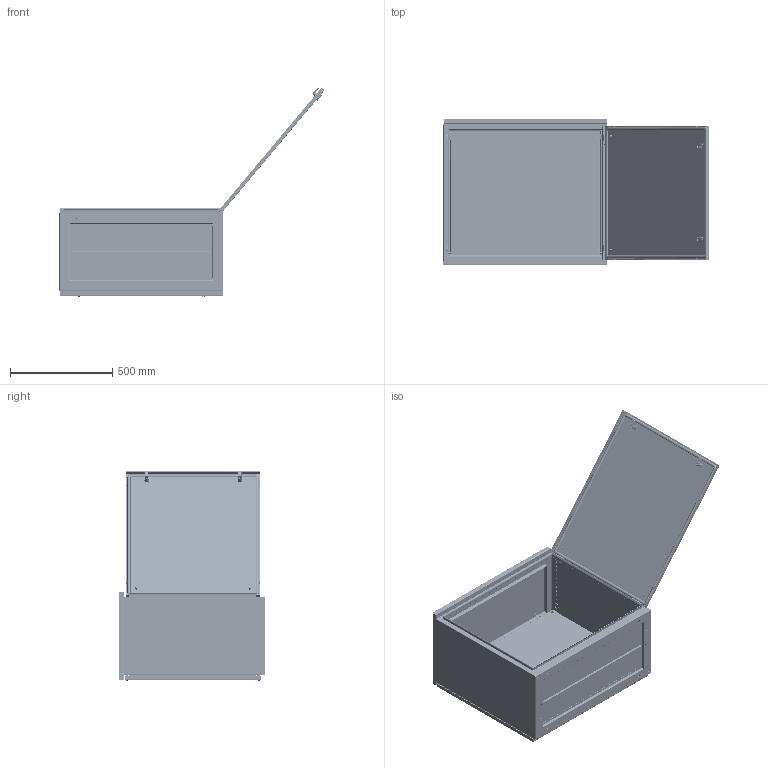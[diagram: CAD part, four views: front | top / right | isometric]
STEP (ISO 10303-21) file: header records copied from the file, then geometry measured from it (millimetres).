
FILE_DESCRIPTION (( 'STEP AP203' ), '1' );
FILE_NAME ('R5CC800.step', '2013-04-29T09:18:05', ( 'User' ), ( 'DKC' ), 'SwSTEP 2.0', 'SolidWorks 2012', '' );
FILE_SCHEMA (( 'CONFIG_CONTROL_DESIGN' ));
Length unit declared in the file: millimetre
Products named in the file (52): R5CC800; Sealing 8x3_800; AC00C171; Cover CN_R5CC800; AC00C112; AC00C500 Washer_�� 㬮�砭��; Cover CN_LC03C016  800; Assem Control desks CN base_R5CPC800; AC00C453; Bottom plate PN_LE04C006 800x1600; Inserto filettato M6...; vite m8x12 ac00c476_DIN 7984 - M8 x 12 --- 12S; AC00C490_AC00C490; flange nut m81_Flange Nut M8; AC00C237; Mounting plate CN,VN base_LC07C002 (R5PC800) 800; Assem back panel CN_LC02C002   800mm; LC sealant for back panel_800; Back panel CN_800  LC02C002; Rounded head screw with cross slot M6 x 12_ISO 7045 - M6 x 12 - Z --- 12S; capscrew with recessed hexahedron m6 x 10_ISO 4762 M6 x 10 --- 10S; AC00C172 new; Assem door_LE02C067  800mm; MOLLA AC00C344_AC00C344; Handle small door CE_�� 㬮�砭��; Sealant AC00356_�� 㬮�砭��; AC00C348_�� 㬮�砭��; Hex Flange Bolt M6x10_ISO 4162 - M6 x 12 x 12-S; Linguetta CE_handle CE; Inserto a doppio pettine AC00C443_AC00C343; BASETTA ESTERNA PER BOX AC00C503_AC00C503; End-cup AC00C112; CERNIERA SALDATA_AC00C398; PN sealant for door_800; Door_800; End-cup AC00C383; Hinge CE (mirror) (1); Hinge CE (1); Perno AC00C401 (3)_AC00C401; Tapping screw 4.2x16 (1)_Tapping screw 4.2x16 ...
Assembly tree (132 placements, depth 5):
  R5CC800
    Assem Control desks CN base_R5CPC800
      Body of control desk CN base_LC01S008  800mm
        Left side CN LC01C020_LC01C020
        Front bottom profile_LE01C054  800mm
        Back bottom profile CN_LC01C029  800mm
        Front top profile CN_LC01C023  800mm
        Back top profile CN_LC01C035  800mm
        Left side CN LC01C020_MirrorLE01C051
        Fixing holder LC01C040_LC01C040  x4
        land_�� 㬮�砭��  x4
        end-cap_AC00C061  x4
      Hinge CE (1)
        blocchetto fissaggio cerniera AC00C354_AC00C354
        CERNIERA AC00C399
        Tapping screw 4.2x16 (1)_Tapping screw 4.2x16  x2
        Perno AC00C401 (3)_AC00C401
      Hinge CE (mirror) (1)
        blocchetto fissaggio cerniera AC00C354_AC00C354
        CERNIERA AC00C399
        Tapping screw 4.2x16 (1)_Tapping screw 4.2x16  x2
        Perno AC00C401 (3)_AC00C401
      End-cup AC00C383  x2
      Assem door_LE02C067  800mm
        Door_800
        PN sealant for door_800
        CERNIERA SALDATA_AC00C398  x2
        End-cup AC00C112  x4
        Handle small door CE_�� 㬮�砭��  x2
          BASETTA ESTERNA PER BOX AC00C503_AC00C503
          Inserto a doppio pettine AC00C443_AC00C343
          Linguetta CE_handle CE
          Hex Flange Bolt M6x10_ISO 4162 - M6 x 12 x 12-S
          AC00C348_�� 㬮�砭��
          Sealant AC00356_�� 㬮�砭��
        MOLLA AC00C344_AC00C344  x2
        land_�� 㬮�砭��  x2
        end-cap_AC00C061  x2
      AC00C172 new  x4
      capscrew with recessed hexahedron m6 x 10_ISO 4762 M6 x 10 --- 10S  x4
      Rounded head screw with cross slot M6 x 12_ISO 7045 - M6 x 12 - Z --- 12S  x4
      Assem back panel CN_LC02C002   800mm
        Back panel CN_800  LC02C002
        LC sealant for back panel_800
        End-cup AC00C112  x4
        land_�� 㬮�砭��  x2
        end-cap_AC00C061  x2
      Mounting plate CN,VN base_LC07C002 (R5PC800) 800
      AC00C237  x2
      flange nut m81_Flange Nut M8  x4
      AC00C490_AC00C490  x2
      vite m8x12 ac00c476_DIN 7984 - M8 x 12 --- 12S  x4
      Inserto filettato M6...  x4
      Bottom plate PN_LE04C006 800x1600  x2
      AC00C453  x4
      Hex Flange Bolt M6x10_ISO 4162 - M6 x 12 x 12-S  x4
    Cover CN_R5CC800
      Cover CN_LC03C016  800
      AC00C500 Washer_�� 㬮�砭��  x4
      land_�� 㬮�砭��  x5
Bounding box: 1296.36 x 716.5 x 1022.62 mm (x, y, z)
Volume: 6280148.8 mm3; surface area: 7509972.1 mm2
Topology: 142 solids, 142 shells, 11569 faces, 31049 edges, 19921 vertices
Faces by surface type: bspline 4137, plane 3030, cylinder 2604, cone 1530, torus 244, sphere 24
Entity records: 177071 total; most frequent: CARTESIAN_POINT 99834, ORIENTED_EDGE 15334, DIRECTION 13211, EDGE_CURVE 7667, VERTEX_POINT 4785, AXIS2_PLACEMENT_3D 4517, LINE 4177, VECTOR 4177
